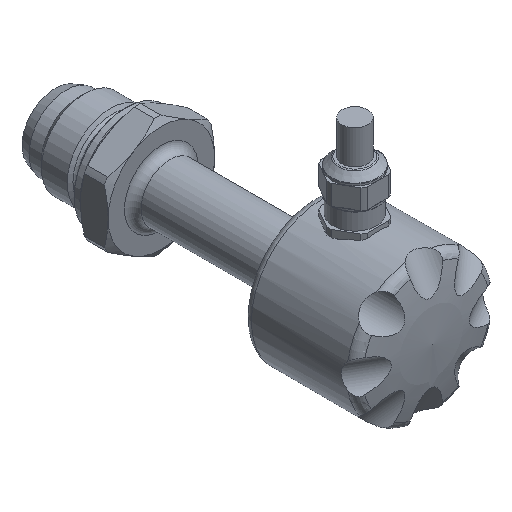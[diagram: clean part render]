
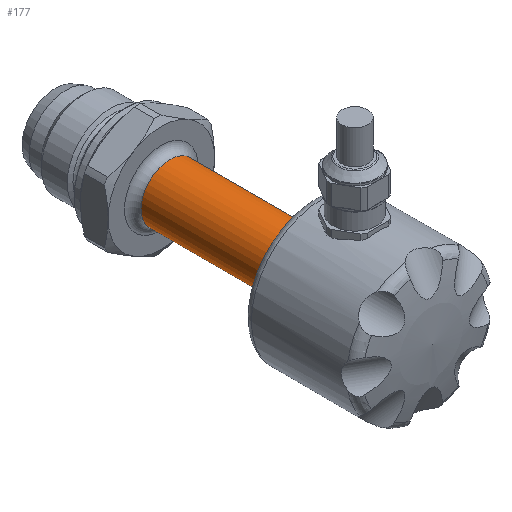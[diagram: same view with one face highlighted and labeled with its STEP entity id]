
A CAD part, isometric view. The second image highlights one B-rep face of the part: STEP entity #177.
In plain terms, the highlighted cylindrical face has radius 11 mm (diameter 22 mm), a full revolution.
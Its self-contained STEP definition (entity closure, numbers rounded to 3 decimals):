
#177 = ADVANCED_FACE( '', ( #439, #440 ), #441, .T. );
#439 = FACE_OUTER_BOUND( '', #810, .T. );
#440 = FACE_OUTER_BOUND( '', #811, .T. );
#441 = CYLINDRICAL_SURFACE( '', #812, 11. );
#810 = EDGE_LOOP( '', ( #1280 ) );
#811 = EDGE_LOOP( '', ( #1281 ) );
#812 = AXIS2_PLACEMENT_3D( '', #1282, #1283, #1284 );
#1280 = ORIENTED_EDGE( '', *, *, #2068, .T. );
#1281 = ORIENTED_EDGE( '', *, *, #2053, .T. );
#1282 = CARTESIAN_POINT( '', ( 0., -16.95, 0. ) );
#1283 = DIRECTION( '', ( 0., 1., 0. ) );
#1284 = DIRECTION( '', ( 0., 0., -1. ) );
#2053 = EDGE_CURVE( '', #2441, #2441, #2442, .F. );
#2068 = EDGE_CURVE( '', #2466, #2466, #2467, .T. );
#2441 = VERTEX_POINT( '', #3093 );
#2442 = CIRCLE( '', #3094, 11. );
#2466 = VERTEX_POINT( '', #3150 );
#2467 = CIRCLE( '', #3151, 11. );
#3093 = CARTESIAN_POINT( '', ( 0., -62.968, -11. ) );
#3094 = AXIS2_PLACEMENT_3D( '', #4345, #4346, #4347 );
#3150 = CARTESIAN_POINT( '', ( 0., -17.1, -11. ) );
#3151 = AXIS2_PLACEMENT_3D( '', #4368, #4369, #4370 );
#4345 = CARTESIAN_POINT( '', ( 0., -62.968, 0. ) );
#4346 = DIRECTION( '', ( 0., -1., 0. ) );
#4347 = DIRECTION( '', ( 0., 0., -1. ) );
#4368 = CARTESIAN_POINT( '', ( 0., -17.1, 0. ) );
#4369 = DIRECTION( '', ( 0., -1., 0. ) );
#4370 = DIRECTION( '', ( 0., 0., -1. ) );
